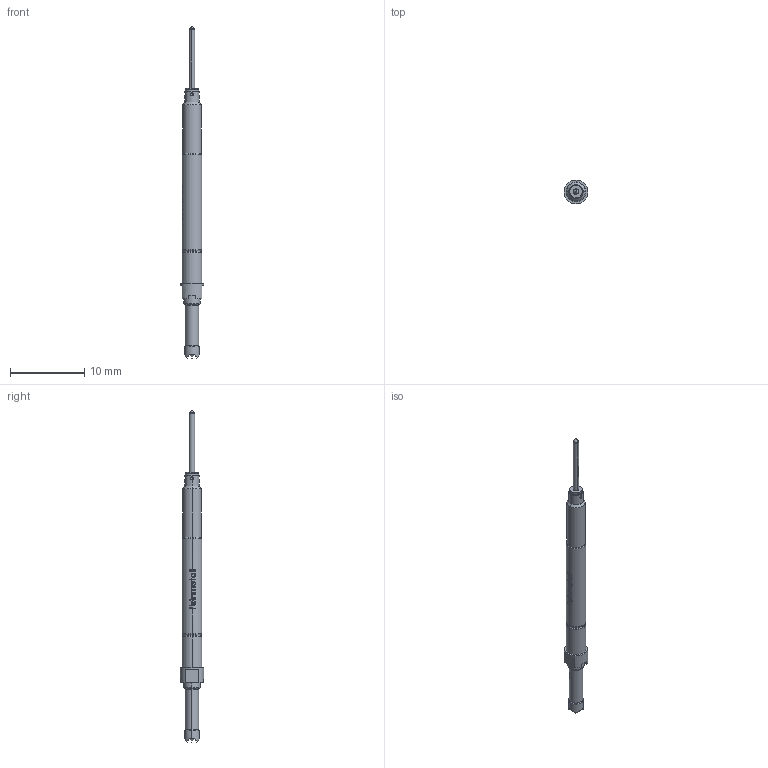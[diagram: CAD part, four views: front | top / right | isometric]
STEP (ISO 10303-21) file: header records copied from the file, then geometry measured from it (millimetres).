
FILE_DESCRIPTION (( 'STEP AP214' ), '1' );
FILE_NAME ('MOD-1019876-F48506B200G300.STEP', '2024-02-19T12:23:50', ( 'FEINMETALL GmbH ' ), ( 'FEINMETALL GmbH ' ), 'SwSTEP 2.0', 'SolidWorks 2020', '' );
FILE_SCHEMA (( 'AUTOMOTIVE_DESIGN' ));
Length unit declared in the file: millimetre
Products named in the file (1): MOD-1019876-F48506B200G300
Bounding box: 3.2 x 3.2 x 44.8 mm (x, y, z)
Volume: 174.4 mm3; surface area: 313.6 mm2
Topology: 1 solids, 1 shells, 238 faces, 615 edges, 389 vertices
Faces by surface type: plane 115, bspline 51, cylinder 42, cone 16, sphere 8, torus 6
Entity records: 10587 total; most frequent: CARTESIAN_POINT 4654, ORIENTED_EDGE 1230, DIRECTION 934, EDGE_CURVE 615, VERTEX_POINT 389, AXIS2_PLACEMENT_3D 347, EDGE_LOOP 248, VECTOR 240
